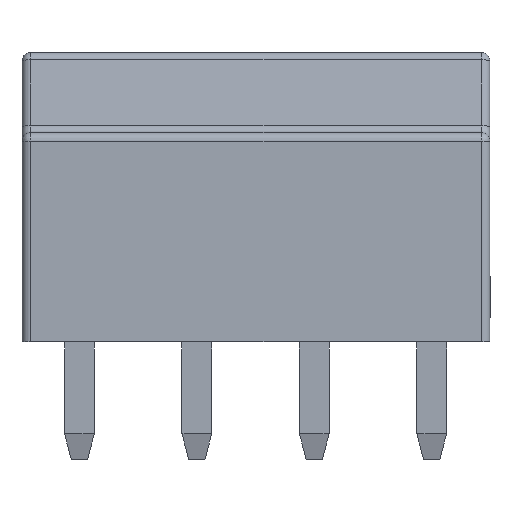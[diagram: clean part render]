
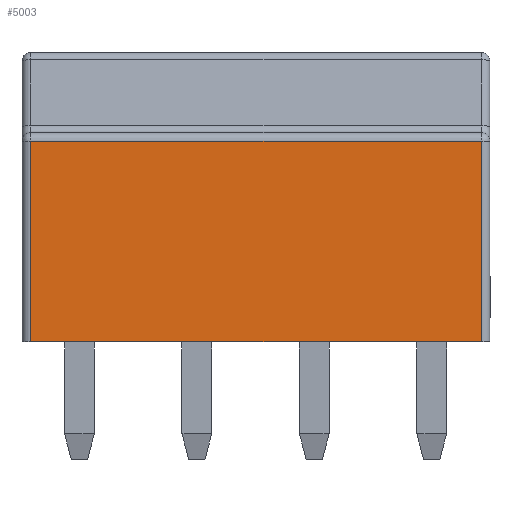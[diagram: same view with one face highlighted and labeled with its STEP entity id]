
A CAD part, front view. The second image highlights one B-rep face of the part: STEP entity #5003.
In plain terms, the highlighted face is planar.
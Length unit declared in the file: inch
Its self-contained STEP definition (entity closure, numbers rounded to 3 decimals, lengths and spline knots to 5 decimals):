
#565=FACE_OUTER_BOUND('',#885,.T.);
#885=EDGE_LOOP('',(#3733,#3734,#3735,#3736));
#1256=LINE('',#7261,#1743);
#1290=LINE('',#7351,#1777);
#1291=LINE('',#7355,#1778);
#1292=LINE('',#7356,#1779);
#1743=VECTOR('',#6026,0.236);
#1777=VECTOR('',#6110,0.53);
#1778=VECTOR('',#6115,0.53);
#1779=VECTOR('',#6116,0.236);
#2223=VERTEX_POINT('',#7258);
#2224=VERTEX_POINT('',#7260);
#2255=VERTEX_POINT('',#7350);
#2256=VERTEX_POINT('',#7354);
#2760=EDGE_CURVE('',#2223,#2224,#1256,.T.);
#2806=EDGE_CURVE('',#2224,#2255,#1290,.T.);
#2808=EDGE_CURVE('',#2223,#2256,#1291,.T.);
#2809=EDGE_CURVE('',#2255,#2256,#1292,.T.);
#3733=ORIENTED_EDGE('',*,*,#2760,.F.);
#3734=ORIENTED_EDGE('',*,*,#2808,.T.);
#3735=ORIENTED_EDGE('',*,*,#2809,.F.);
#3736=ORIENTED_EDGE('',*,*,#2806,.F.);
#4777=PLANE('',#5398);
#5003=ADVANCED_FACE('',(#565),#4777,.T.);
#5398=AXIS2_PLACEMENT_3D('',#7353,#6113,#6114);
#6026=DIRECTION('',(0.,1.,0.));
#6110=DIRECTION('',(1.,0.,0.));
#6113=DIRECTION('center_axis',(0.,0.,1.));
#6114=DIRECTION('ref_axis',(0.,-1.,0.));
#6115=DIRECTION('',(1.,0.,0.));
#6116=DIRECTION('',(0.,-1.,0.));
#7258=CARTESIAN_POINT('',(-0.265,0.,0.1435));
#7260=CARTESIAN_POINT('',(-0.265,0.236,0.1435));
#7261=CARTESIAN_POINT('',(-0.265,0.123,0.1435));
#7350=CARTESIAN_POINT('',(0.265,0.236,0.1435));
#7351=CARTESIAN_POINT('',(-0.275,0.236,0.1435));
#7353=CARTESIAN_POINT('Origin',(-0.275,0.246,0.1435));
#7354=CARTESIAN_POINT('',(0.265,0.,0.1435));
#7355=CARTESIAN_POINT('',(-0.275,0.,0.1435));
#7356=CARTESIAN_POINT('',(0.265,0.123,0.1435));
